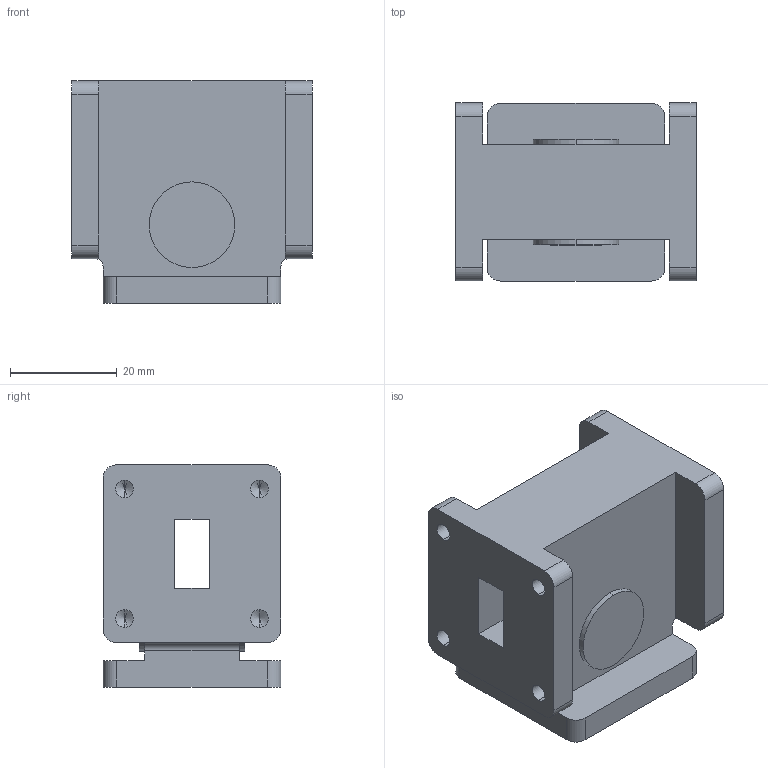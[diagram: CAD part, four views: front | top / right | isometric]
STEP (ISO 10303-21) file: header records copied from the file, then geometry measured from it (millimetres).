
FILE_DESCRIPTION (( 'STEP AP214' ), '1' );
FILE_NAME ('FM-W51CR001_3D.step', '2023-03-08T20:48:21', ( '' ), ( '' ), 'SwSTEP 2.0', 'SolidWorks 2022', '' );
FILE_SCHEMA (( 'AUTOMOTIVE_DESIGN' ));
Length unit declared in the file: inch
Products named in the file (1): FM-W51CR001_3D
Bounding box: 45 x 33.3 x 41.65 mm (x, y, z)
Volume: 33930.4 mm3; surface area: 12807.5 mm2
Topology: 1 solids, 1 shells, 97 faces, 258 edges, 152 vertices
Faces by surface type: cylinder 42, plane 31, cone 24
Entity records: 3196 total; most frequent: DIRECTION 514, CARTESIAN_POINT 484, ORIENTED_EDGE 468, EDGE_CURVE 234, AXIS2_PLACEMENT_3D 182, VERTEX_POINT 152, LINE 150, VECTOR 150
